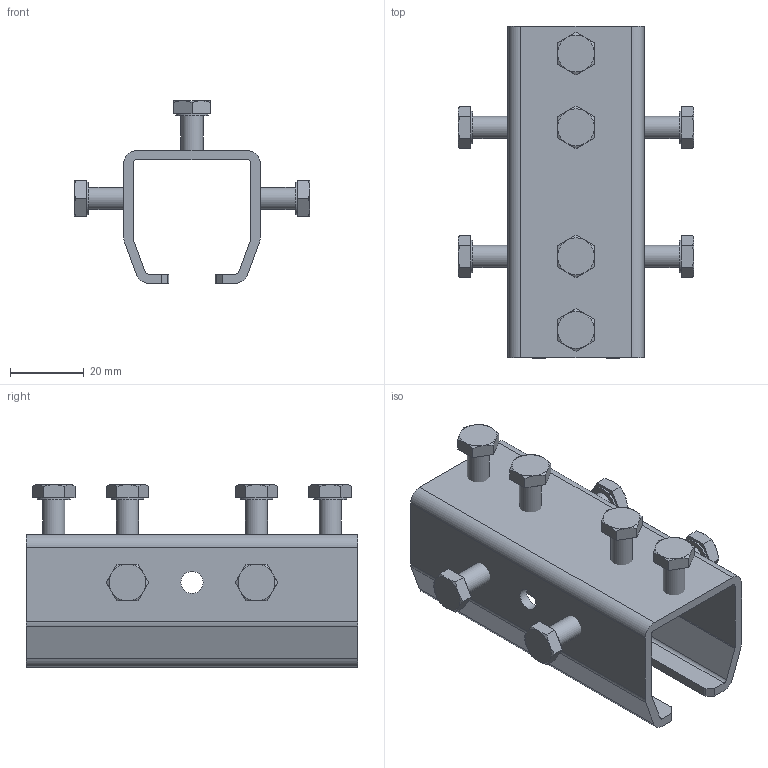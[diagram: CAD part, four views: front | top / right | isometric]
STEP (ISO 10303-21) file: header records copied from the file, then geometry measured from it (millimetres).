
FILE_DESCRIPTION(/* description */ ('Manchon'),/* implementation_level */ '2;1');
FILE_NAME(/* name */ '9011MXA2.stp',/* time_stamp */ '2019-08-23T08:54:47+02:00',/* author */ ('Florian'),/* organization */ (''),/* preprocessor_version */ 'ST-DEVELOPER v17.2',/* originating_system */ 'Autodesk Inventor 2019',/* authorisation */ '');
FILE_SCHEMA (('AUTOMOTIVE_DESIGN { 1 0 10303 214 3 1 1 }'));
Length unit declared in the file: millimetre
Products named in the file (3): 9011MXA2; 18363; 04018
Assembly tree (9 placements, depth 2):
  9011MXA2
    18363
    04018  x8
Bounding box: 64 x 90 x 49.5 mm (x, y, z)
Volume: 30541.6 mm3; surface area: 25762.8 mm2
Topology: 9 solids, 9 shells, 281 faces, 688 edges, 453 vertices
Faces by surface type: plane 160, cone 56, cylinder 54, bspline 11
Full cylindrical faces by diameter (mm): 1.151 x1, 1.25 x1, 4.917 x8, 6 x10, 8.88 x8
Entity records: 4876 total; most frequent: CARTESIAN_POINT 977, ORIENTED_EDGE 788, DIRECTION 756, EDGE_CURVE 394, VERTEX_POINT 264, LINE 262, VECTOR 262, AXIS2_PLACEMENT_3D 247
